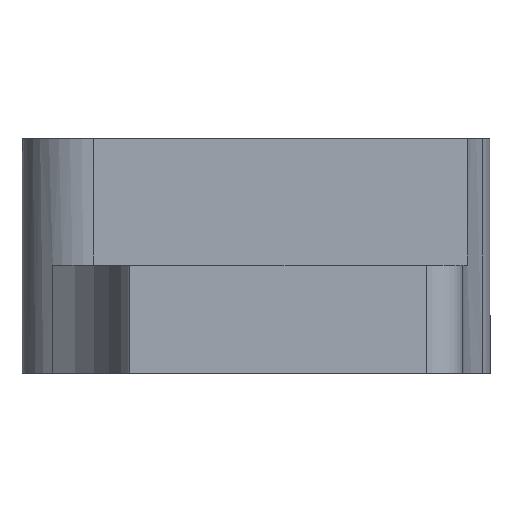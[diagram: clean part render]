
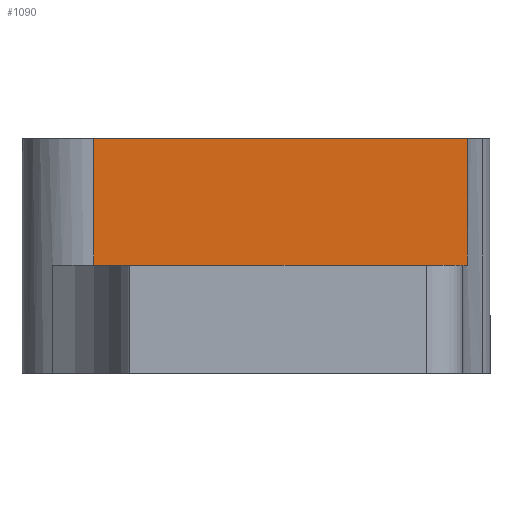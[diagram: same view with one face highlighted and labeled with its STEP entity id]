
A CAD part, left-side view. The second image highlights one B-rep face of the part: STEP entity #1090.
In plain terms, the highlighted planar face has unit normal (-1, 0, 0).
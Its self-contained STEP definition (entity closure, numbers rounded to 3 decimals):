
#86 = DIRECTION ( 'NONE',  ( -1., 0., 0. ) ) ;
#106 = CARTESIAN_POINT ( 'NONE',  ( 39.25, 9., 13. ) ) ;
#148 = EDGE_CURVE ( 'NONE', #522, #370, #932, .T. ) ;
#161 = VECTOR ( 'NONE', #294, 1000. ) ;
#225 = CARTESIAN_POINT ( 'NONE',  ( 39.25, -11.743, 6. ) ) ;
#256 = DIRECTION ( 'NONE',  ( 0., 1., 0. ) ) ;
#258 = DIRECTION ( 'NONE',  ( 0., 0., -1. ) ) ;
#269 = CARTESIAN_POINT ( 'NONE',  ( 39.25, 9., 33.514 ) ) ;
#270 = LINE ( 'NONE', #521, #554 ) ;
#294 = DIRECTION ( 'NONE',  ( 0., 0., 1. ) ) ;
#314 = VERTEX_POINT ( 'NONE', #106 ) ;
#362 = EDGE_CURVE ( 'NONE', #522, #818, #1078, .T. ) ;
#370 = VERTEX_POINT ( 'NONE', #638 ) ;
#385 = ORIENTED_EDGE ( 'NONE', *, *, #148, .F. ) ;
#447 = VECTOR ( 'NONE', #794, 1000. ) ;
#452 = DIRECTION ( 'NONE',  ( 0., 0., 1. ) ) ;
#461 = CARTESIAN_POINT ( 'NONE',  ( 39.25, -11.743, 13. ) ) ;
#521 = CARTESIAN_POINT ( 'NONE',  ( 39.25, 9., 33.514 ) ) ;
#522 = VERTEX_POINT ( 'NONE', #225 ) ;
#554 = VECTOR ( 'NONE', #258, 1000. ) ;
#638 = CARTESIAN_POINT ( 'NONE',  ( 39.25, 9., 6. ) ) ;
#664 = VECTOR ( 'NONE', #256, 1000. ) ;
#675 = ORIENTED_EDGE ( 'NONE', *, *, #362, .T. ) ;
#685 = PLANE ( 'NONE',  #699 ) ;
#689 = ORIENTED_EDGE ( 'NONE', *, *, #1011, .T. ) ;
#699 = AXIS2_PLACEMENT_3D ( 'NONE', #269, #86, #452 ) ;
#712 = CARTESIAN_POINT ( 'NONE',  ( 39.25, 7., 13. ) ) ;
#794 = DIRECTION ( 'NONE',  ( 0., 1., 0. ) ) ;
#818 = VERTEX_POINT ( 'NONE', #461 ) ;
#854 = EDGE_CURVE ( 'NONE', #818, #314, #865, .T. ) ;
#865 = LINE ( 'NONE', #712, #447 ) ;
#894 = FACE_OUTER_BOUND ( 'NONE', #1040, .T. ) ;
#919 = CARTESIAN_POINT ( 'NONE',  ( 39.25, 7., 6. ) ) ;
#932 = LINE ( 'NONE', #919, #664 ) ;
#963 = CARTESIAN_POINT ( 'NONE',  ( 39.25, -11.743, 6. ) ) ;
#1011 = EDGE_CURVE ( 'NONE', #314, #370, #270, .T. ) ;
#1026 = ORIENTED_EDGE ( 'NONE', *, *, #854, .T. ) ;
#1040 = EDGE_LOOP ( 'NONE', ( #689, #385, #675, #1026 ) ) ;
#1078 = LINE ( 'NONE', #963, #161 ) ;
#1090 = ADVANCED_FACE ( 'NONE', ( #894 ), #685, .T. ) ;
